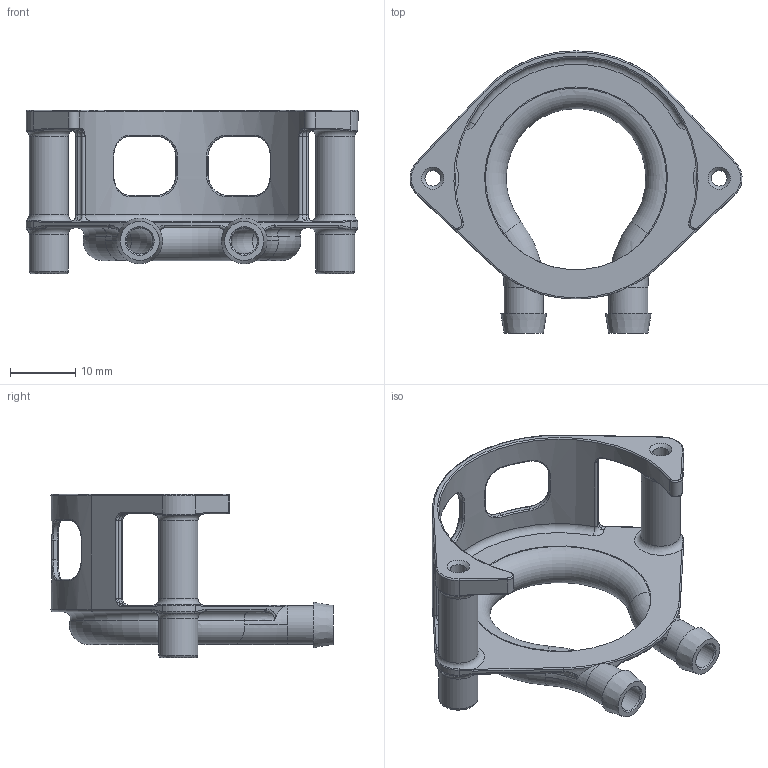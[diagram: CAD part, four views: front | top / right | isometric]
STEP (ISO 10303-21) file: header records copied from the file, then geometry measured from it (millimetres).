
FILE_DESCRIPTION(/* description */ ('','CAx-IF Rec.Pracs.---Representation and Presentation of Product Manufacturing Information (PMI)---4.0---2014-10-13'),/* implementation_level */ '2;1');
FILE_NAME(/* name */ 'nema14 Pancake Watercooler v1.step',/* time_stamp */ '2024-12-19T02:02:18-05:00',/* author */ (''),/* organization */ (''),/* preprocessor_version */ 'ST-DEVELOPER v20',/* originating_system */ 'Autodesk Translation Framework v13.20.0.188',/* authorisation */ '');
FILE_SCHEMA (('AP242_MANAGED_MODEL_BASED_3D_ENGINEERING_MIM_LF { 1 0 10303 442 1 1 4 }'));
Length unit declared in the file: millimetre
Products named in the file (1): nema14 Pancake Watercooler
Bounding box: 50.83 x 43.18 x 25 mm (x, y, z)
Volume: 4107.5 mm3; surface area: 6578.6 mm2
Topology: 1 solids, 1 shells, 211 faces, 516 edges, 296 vertices
Faces by surface type: torus 62, cylinder 62, bspline 47, plane 28, cone 8, sphere 4
Full cylindrical faces by diameter (mm): 2.4 x2, 4 x2, 6 x6
Entity records: 7968 total; most frequent: CARTESIAN_POINT 3168, ORIENTED_EDGE 1016, DIRECTION 1006, EDGE_CURVE 508, AXIS2_PLACEMENT_3D 447, VERTEX_POINT 296, CIRCLE 282, EDGE_LOOP 224
